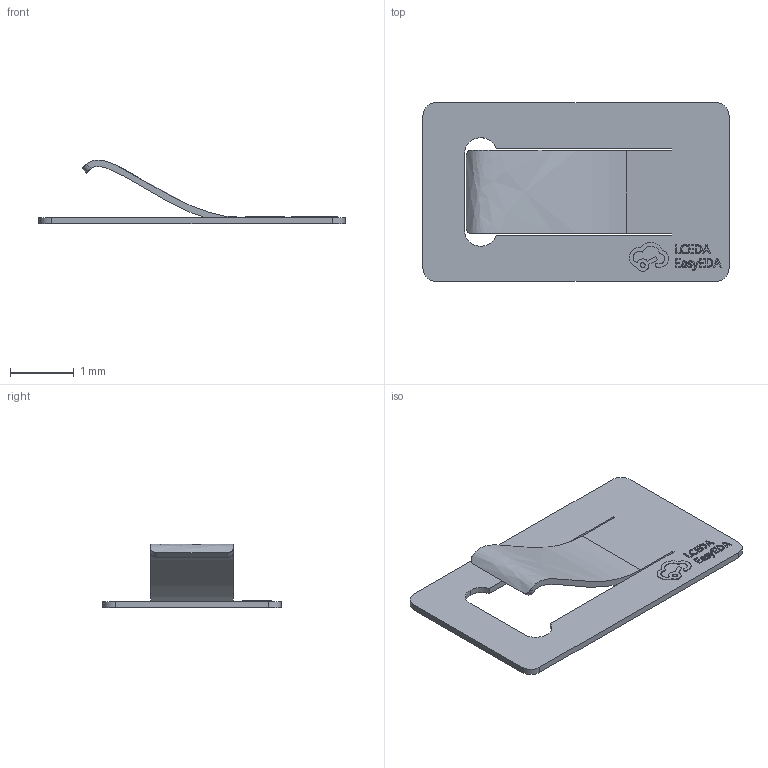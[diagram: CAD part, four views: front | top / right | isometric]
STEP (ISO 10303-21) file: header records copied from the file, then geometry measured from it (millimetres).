
FILE_DESCRIPTION (( 'STEP AP214' ), '1' );
FILE_NAME ('BAT-SMD_MY-PCB-116-R.STEP', '2025-05-15T08:43:42', ( 'PC' ), ( 'Microsoft' ), 'SwSTEP 2.0', 'SolidWorks 2020', '' );
FILE_SCHEMA (( 'AUTOMOTIVE_DESIGN' ));
Length unit declared in the file: millimetre
Products named in the file (1): BAT-SMD_MY-PCB-116-R
Bounding box: 4.8 x 2.8 x 1 mm (x, y, z)
Volume: 1.3 mm3; surface area: 29.9 mm2
Topology: 1 solids, 1 shells, 252 faces, 693 edges, 462 vertices
Faces by surface type: plane 142, bspline 100, cylinder 10
Entity records: 11399 total; most frequent: CARTESIAN_POINT 2860, ORIENTED_EDGE 1386, DIRECTION 807, EDGE_CURVE 693, LINE 469, VECTOR 469, VERTEX_POINT 462, EDGE_LOOP 273
